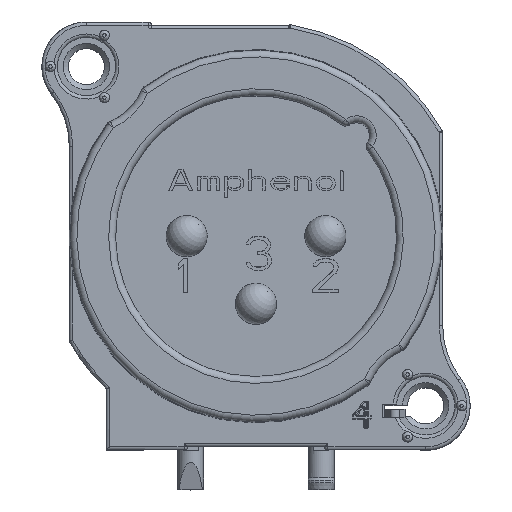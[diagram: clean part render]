
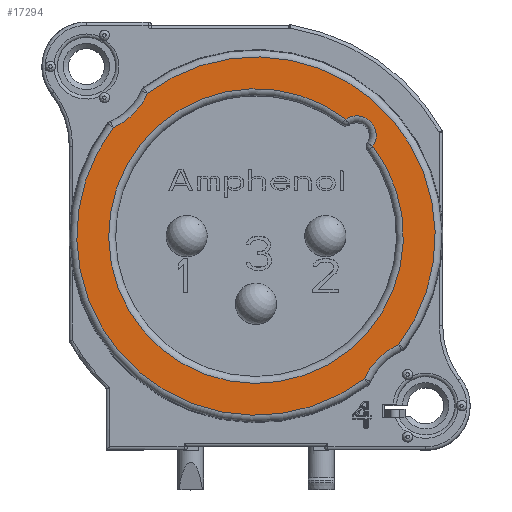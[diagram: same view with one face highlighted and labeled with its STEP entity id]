
A CAD part, top view. The second image highlights one B-rep face of the part: STEP entity #17294.
In plain terms, the highlighted planar face has unit normal (0, 0, 1).
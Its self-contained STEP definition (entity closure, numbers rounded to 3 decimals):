
#336=FACE_BOUND('',#2408,.T.);
#665=CIRCLE('',#18524,3.9);
#668=CIRCLE('',#18529,10.46);
#669=CIRCLE('',#18531,3.9);
#670=CIRCLE('',#18532,10.46);
#671=CIRCLE('',#18533,8.6);
#672=CIRCLE('',#18534,1.15);
#1492=FACE_OUTER_BOUND('',#2407,.T.);
#2407=EDGE_LOOP('',(#13295,#13296,#13297,#13298));
#2408=EDGE_LOOP('',(#13299,#13300));
#7498=VERTEX_POINT('',#28636);
#7499=VERTEX_POINT('',#28640);
#7500=VERTEX_POINT('',#28646);
#7501=VERTEX_POINT('',#28650);
#7502=VERTEX_POINT('',#28653);
#7503=VERTEX_POINT('',#28654);
#9618=EDGE_CURVE('',#7498,#7499,#665,.T.);
#9621=EDGE_CURVE('',#7500,#7499,#668,.T.);
#9622=EDGE_CURVE('',#7500,#7501,#669,.T.);
#9623=EDGE_CURVE('',#7498,#7501,#670,.T.);
#9624=EDGE_CURVE('',#7502,#7503,#671,.T.);
#9625=EDGE_CURVE('',#7503,#7502,#672,.T.);
#13295=ORIENTED_EDGE('',*,*,#9621,.F.);
#13296=ORIENTED_EDGE('',*,*,#9622,.T.);
#13297=ORIENTED_EDGE('',*,*,#9623,.F.);
#13298=ORIENTED_EDGE('',*,*,#9618,.T.);
#13299=ORIENTED_EDGE('',*,*,#9624,.T.);
#13300=ORIENTED_EDGE('',*,*,#9625,.T.);
#15675=PLANE('',#18530);
#17294=ADVANCED_FACE('',(#1492,#336),#15675,.T.);
#18524=AXIS2_PLACEMENT_3D('',#28642,#22117,#22118);
#18529=AXIS2_PLACEMENT_3D('',#28648,#22127,#22128);
#18530=AXIS2_PLACEMENT_3D('',#28649,#22129,#22130);
#18531=AXIS2_PLACEMENT_3D('',#28651,#22131,#22132);
#18532=AXIS2_PLACEMENT_3D('',#28652,#22133,#22134);
#18533=AXIS2_PLACEMENT_3D('',#28655,#22135,#22136);
#18534=AXIS2_PLACEMENT_3D('',#28656,#22137,#22138);
#22117=DIRECTION('center_axis',(0.,0.,
-1.));
#22118=DIRECTION('ref_axis',(-0.915,0.404,0.));
#22127=DIRECTION('center_axis',(0.,0.,
-1.));
#22128=DIRECTION('ref_axis',(-0.605,0.796,0.));
#22129=DIRECTION('center_axis',(0.,0.,
1.));
#22130=DIRECTION('ref_axis',(1.,0.,0.));
#22131=DIRECTION('center_axis',(0.,0.,
-1.));
#22132=DIRECTION('ref_axis',(0.915,-0.404,0.));
#22133=DIRECTION('center_axis',(0.,0.,
-1.));
#22134=DIRECTION('ref_axis',(0.605,-0.796,0.));
#22135=DIRECTION('center_axis',(0.,0.,
-1.));
#22136=DIRECTION('ref_axis',(0.794,0.608,0.));
#22137=DIRECTION('center_axis',(0.,0.,
-1.));
#22138=DIRECTION('ref_axis',(-0.555,0.832,0.));
#28636=CARTESIAN_POINT('',(18.832,6.475,1.05));
#28640=CARTESIAN_POINT('',(20.826,8.468,1.05));
#28642=CARTESIAN_POINT('Origin',(22.4,4.9,1.05));
#28646=CARTESIAN_POINT('',(6.168,23.126,1.05));
#28648=CARTESIAN_POINT('Origin',(12.5,14.8,1.05));
#28649=CARTESIAN_POINT('Origin',(12.5,14.8,1.05));
#28650=CARTESIAN_POINT('',(4.175,21.132,1.05));
#28651=CARTESIAN_POINT('Origin',(2.6,24.7,1.05));
#28652=CARTESIAN_POINT('Origin',(12.5,14.8,1.05));
#28653=CARTESIAN_POINT('',(19.326,20.032,1.05));
#28654=CARTESIAN_POINT('',(17.731,21.626,1.05));
#28655=CARTESIAN_POINT('Origin',(12.5,14.8,1.05));
#28656=CARTESIAN_POINT('Origin',(18.369,20.669,1.05));
